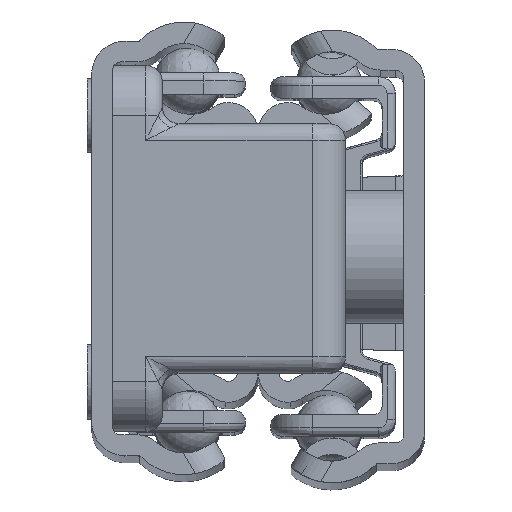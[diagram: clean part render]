
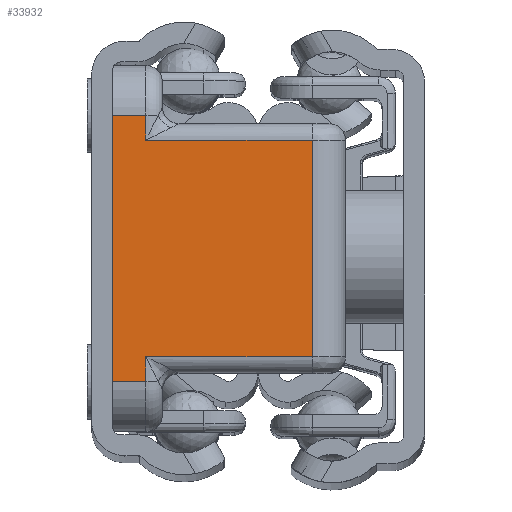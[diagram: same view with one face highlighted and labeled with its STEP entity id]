
A CAD part, top view. The second image highlights one B-rep face of the part: STEP entity #33932.
In plain terms, the highlighted planar face has unit normal (0, 0, 1).
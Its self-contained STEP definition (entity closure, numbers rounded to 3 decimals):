
#2082=PLANE('',#36479);
#3308=FACE_OUTER_BOUND('',#5214,.T.);
#5214=EDGE_LOOP('',(#25289,#25290,#25291,#25292,#25293,#25294,#25295,#25296));
#7627=LINE('',#51368,#10471);
#7629=LINE('',#51374,#10473);
#7637=LINE('',#51408,#10481);
#7646=LINE('',#51633,#10490);
#7650=LINE('',#51644,#10494);
#7659=LINE('',#51680,#10503);
#7660=LINE('',#51683,#10504);
#7661=LINE('',#51684,#10505);
#10471=VECTOR('',#41608,10.);
#10473=VECTOR('',#41614,10.);
#10481=VECTOR('',#41646,10.);
#10490=VECTOR('',#41709,10.);
#10494=VECTOR('',#41723,10.);
#10503=VECTOR('',#41756,10.);
#10504=VECTOR('',#41759,10.);
#10505=VECTOR('',#41760,10.);
#14514=VERTEX_POINT('',#51311);
#14519=VERTEX_POINT('',#51362);
#14522=VERTEX_POINT('',#51372);
#14527=VERTEX_POINT('',#51406);
#14533=VERTEX_POINT('',#51442);
#14547=VERTEX_POINT('',#51617);
#14558=VERTEX_POINT('',#51678);
#14559=VERTEX_POINT('',#51682);
#18392=EDGE_CURVE('',#14514,#14519,#7627,.T.);
#18395=EDGE_CURVE('',#14522,#14514,#7629,.T.);
#18409=EDGE_CURVE('',#14527,#14522,#7637,.T.);
#18445=EDGE_CURVE('',#14547,#14533,#7646,.T.);
#18451=EDGE_CURVE('',#14533,#14527,#7650,.T.);
#18465=EDGE_CURVE('',#14558,#14547,#7659,.T.);
#18466=EDGE_CURVE('',#14558,#14559,#7660,.T.);
#18467=EDGE_CURVE('',#14519,#14559,#7661,.T.);
#25289=ORIENTED_EDGE('',*,*,#18395,.F.);
#25290=ORIENTED_EDGE('',*,*,#18409,.F.);
#25291=ORIENTED_EDGE('',*,*,#18451,.F.);
#25292=ORIENTED_EDGE('',*,*,#18445,.F.);
#25293=ORIENTED_EDGE('',*,*,#18465,.F.);
#25294=ORIENTED_EDGE('',*,*,#18466,.T.);
#25295=ORIENTED_EDGE('',*,*,#18467,.F.);
#25296=ORIENTED_EDGE('',*,*,#18392,.F.);
#33932=ADVANCED_FACE('',(#3308),#2082,.T.);
#36479=AXIS2_PLACEMENT_3D('',#51681,#41757,#41758);
#41608=DIRECTION('',(0.,-1.,0.));
#41614=DIRECTION('',(-1.,0.,0.));
#41646=DIRECTION('',(0.,-1.,0.));
#41709=DIRECTION('',(0.,-1.,0.));
#41723=DIRECTION('',(1.,0.,0.));
#41756=DIRECTION('',(1.,0.,0.));
#41757=DIRECTION('center_axis',(0.,0.,1.));
#41758=DIRECTION('ref_axis',(1.,0.,0.));
#41759=DIRECTION('',(0.,-1.,0.));
#41760=DIRECTION('',(-1.,0.,0.));
#51311=CARTESIAN_POINT('',(-2.3,-6.5,248.));
#51362=CARTESIAN_POINT('',(-2.3,-8.,248.));
#51368=CARTESIAN_POINT('',(-2.3,5.5,248.));
#51372=CARTESIAN_POINT('',(7.7,-6.5,248.));
#51374=CARTESIAN_POINT('',(-1.3,-6.5,248.));
#51406=CARTESIAN_POINT('',(7.7,6.5,248.));
#51408=CARTESIAN_POINT('',(7.7,5.5,248.));
#51442=CARTESIAN_POINT('',(-2.3,6.5,248.));
#51617=CARTESIAN_POINT('',(-2.3,8.,248.));
#51633=CARTESIAN_POINT('',(-2.3,5.5,248.));
#51644=CARTESIAN_POINT('',(-1.3,6.5,248.));
#51678=CARTESIAN_POINT('',(-4.3,8.,248.));
#51680=CARTESIAN_POINT('',(-1.3,8.,248.));
#51681=CARTESIAN_POINT('Origin',(-1.3,11.,248.));
#51682=CARTESIAN_POINT('',(-4.3,-8.,248.));
#51683=CARTESIAN_POINT('',(-4.3,-11.,248.));
#51684=CARTESIAN_POINT('',(-1.3,-8.,248.));
